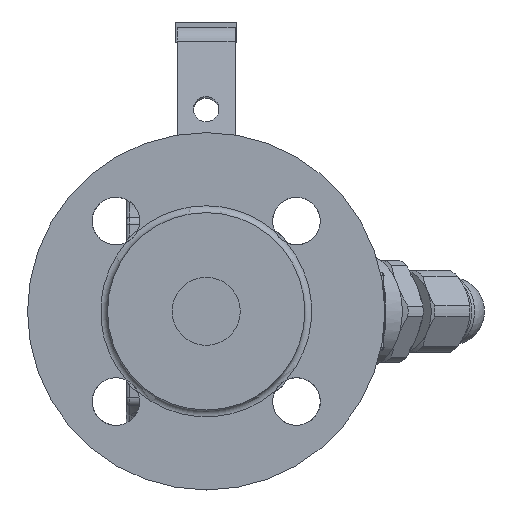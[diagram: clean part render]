
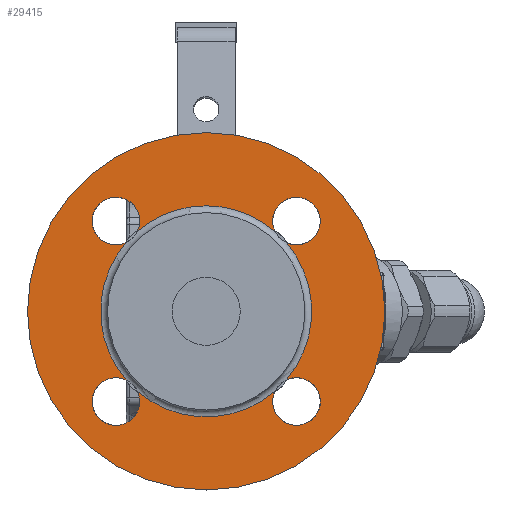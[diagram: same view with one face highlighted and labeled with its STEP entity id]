
A CAD part, left-side view. The second image highlights one B-rep face of the part: STEP entity #29415.
In plain terms, the highlighted planar face has unit normal (-1, 0, 0).
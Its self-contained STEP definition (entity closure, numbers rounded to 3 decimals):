
#5458=FACE_BOUND('',#10015,.T.);
#6037=PLANE('',#32447);
#8125=FACE_OUTER_BOUND('',#10014,.T.);
#10014=EDGE_LOOP('',(#26123));
#10015=EDGE_LOOP('',(#26124,#26125,#26126,#26127,#26128,#26129,#26130,#26131,
#26132,#26133,#26134,#26135,#26136));
#11534=CIRCLE('',#32424,31.);
#11535=CIRCLE('',#32425,31.);
#11536=CIRCLE('',#32426,31.);
#11537=CIRCLE('',#32427,31.);
#11538=CIRCLE('',#32428,31.);
#11539=CIRCLE('',#32430,7.);
#11540=CIRCLE('',#32431,7.);
#11541=CIRCLE('',#32433,7.);
#11542=CIRCLE('',#32434,7.);
#11543=CIRCLE('',#32436,7.);
#11544=CIRCLE('',#32437,7.);
#11545=CIRCLE('',#32439,7.);
#11546=CIRCLE('',#32440,7.);
#11549=CIRCLE('',#32445,52.5);
#14088=VERTEX_POINT('',#60675);
#14089=VERTEX_POINT('',#60677);
#14090=VERTEX_POINT('',#60679);
#14091=VERTEX_POINT('',#60700);
#14092=VERTEX_POINT('',#60702);
#14093=VERTEX_POINT('',#60723);
#14094=VERTEX_POINT('',#60725);
#14095=VERTEX_POINT('',#60746);
#14096=VERTEX_POINT('',#60748);
#14097=VERTEX_POINT('',#60771);
#14098=VERTEX_POINT('',#60776);
#14099=VERTEX_POINT('',#60781);
#14100=VERTEX_POINT('',#60786);
#14103=VERTEX_POINT('',#60797);
#18164=EDGE_CURVE('',#14088,#14089,#11534,.T.);
#18166=EDGE_CURVE('',#14090,#14091,#11535,.T.);
#18168=EDGE_CURVE('',#14092,#14093,#11536,.T.);
#18170=EDGE_CURVE('',#14094,#14095,#11537,.T.);
#18172=EDGE_CURVE('',#14096,#14088,#11538,.T.);
#18173=EDGE_CURVE('',#14092,#14097,#11539,.T.);
#18174=EDGE_CURVE('',#14097,#14091,#11540,.T.);
#18176=EDGE_CURVE('',#14094,#14098,#11541,.T.);
#18177=EDGE_CURVE('',#14098,#14093,#11542,.T.);
#18179=EDGE_CURVE('',#14096,#14099,#11543,.T.);
#18180=EDGE_CURVE('',#14099,#14095,#11544,.T.);
#18182=EDGE_CURVE('',#14090,#14100,#11545,.T.);
#18183=EDGE_CURVE('',#14100,#14089,#11546,.T.);
#18189=EDGE_CURVE('',#14103,#14103,#11549,.T.);
#26123=ORIENTED_EDGE('',*,*,#18189,.F.);
#26124=ORIENTED_EDGE('',*,*,#18170,.F.);
#26125=ORIENTED_EDGE('',*,*,#18176,.T.);
#26126=ORIENTED_EDGE('',*,*,#18177,.T.);
#26127=ORIENTED_EDGE('',*,*,#18168,.F.);
#26128=ORIENTED_EDGE('',*,*,#18173,.T.);
#26129=ORIENTED_EDGE('',*,*,#18174,.T.);
#26130=ORIENTED_EDGE('',*,*,#18166,.F.);
#26131=ORIENTED_EDGE('',*,*,#18182,.T.);
#26132=ORIENTED_EDGE('',*,*,#18183,.T.);
#26133=ORIENTED_EDGE('',*,*,#18164,.F.);
#26134=ORIENTED_EDGE('',*,*,#18172,.F.);
#26135=ORIENTED_EDGE('',*,*,#18179,.T.);
#26136=ORIENTED_EDGE('',*,*,#18180,.T.);
#29415=ADVANCED_FACE('',(#8125,#5458),#6037,.F.);
#32424=AXIS2_PLACEMENT_3D('',#60678,#39418,#39419);
#32425=AXIS2_PLACEMENT_3D('',#60701,#39420,#39421);
#32426=AXIS2_PLACEMENT_3D('',#60724,#39422,#39423);
#32427=AXIS2_PLACEMENT_3D('',#60747,#39424,#39425);
#32428=AXIS2_PLACEMENT_3D('',#60769,#39426,#39427);
#32430=AXIS2_PLACEMENT_3D('',#60772,#39430,#39431);
#32431=AXIS2_PLACEMENT_3D('',#60773,#39432,#39433);
#32433=AXIS2_PLACEMENT_3D('',#60777,#39437,#39438);
#32434=AXIS2_PLACEMENT_3D('',#60778,#39439,#39440);
#32436=AXIS2_PLACEMENT_3D('',#60782,#39444,#39445);
#32437=AXIS2_PLACEMENT_3D('',#60783,#39446,#39447);
#32439=AXIS2_PLACEMENT_3D('',#60787,#39451,#39452);
#32440=AXIS2_PLACEMENT_3D('',#60788,#39453,#39454);
#32445=AXIS2_PLACEMENT_3D('',#60799,#39466,#39467);
#32447=AXIS2_PLACEMENT_3D('',#60801,#39470,#39471);
#39418=DIRECTION('center_axis',(-1.,0.,0.));
#39419=DIRECTION('ref_axis',(0.,0.,
-1.));
#39420=DIRECTION('center_axis',(-1.,0.,0.));
#39421=DIRECTION('ref_axis',(0.,0.,
-1.));
#39422=DIRECTION('center_axis',(-1.,0.,0.));
#39423=DIRECTION('ref_axis',(0.,0.,
-1.));
#39424=DIRECTION('center_axis',(-1.,0.,0.));
#39425=DIRECTION('ref_axis',(0.,0.,
-1.));
#39426=DIRECTION('center_axis',(-1.,0.,0.));
#39427=DIRECTION('ref_axis',(0.,0.,
-1.));
#39430=DIRECTION('center_axis',(1.,0.,0.));
#39431=DIRECTION('ref_axis',(0.,1.,0.));
#39432=DIRECTION('center_axis',(1.,0.,0.));
#39433=DIRECTION('ref_axis',(0.,1.,0.));
#39437=DIRECTION('center_axis',(1.,0.,0.));
#39438=DIRECTION('ref_axis',(0.,0.,
-1.));
#39439=DIRECTION('center_axis',(1.,0.,0.));
#39440=DIRECTION('ref_axis',(0.,0.,
-1.));
#39444=DIRECTION('center_axis',(1.,0.,0.));
#39445=DIRECTION('ref_axis',(0.,-1.,0.));
#39446=DIRECTION('center_axis',(1.,0.,0.));
#39447=DIRECTION('ref_axis',(0.,-1.,0.));
#39451=DIRECTION('center_axis',(1.,0.,0.));
#39452=DIRECTION('ref_axis',(0.,0.,1.));
#39453=DIRECTION('center_axis',(1.,0.,0.));
#39454=DIRECTION('ref_axis',(0.,0.,1.));
#39466=DIRECTION('center_axis',(1.,0.,0.));
#39467=DIRECTION('ref_axis',(0.,0.,
-1.));
#39470=DIRECTION('center_axis',(1.,0.,0.));
#39471=DIRECTION('ref_axis',(0.,0.,
-1.));
#60675=CARTESIAN_POINT('',(-154.036,18.833,29.483));
#60677=CARTESIAN_POINT('',(-154.036,39.02,22.009));
#60678=CARTESIAN_POINT('Origin',(-154.036,18.833,-1.517));
#60679=CARTESIAN_POINT('',(-154.036,42.358,18.671));
#60700=CARTESIAN_POINT('',(-154.036,42.358,-21.705));
#60701=CARTESIAN_POINT('Origin',(-154.036,18.833,-1.517));
#60702=CARTESIAN_POINT('',(-154.036,39.02,-25.043));
#60723=CARTESIAN_POINT('',(-154.036,-1.355,-25.043));
#60724=CARTESIAN_POINT('Origin',(-154.036,18.833,-1.517));
#60725=CARTESIAN_POINT('',(-154.036,-4.693,-21.705));
#60746=CARTESIAN_POINT('',(-154.036,-4.693,18.671));
#60747=CARTESIAN_POINT('Origin',(-154.036,18.833,-1.517));
#60748=CARTESIAN_POINT('',(-154.036,-1.355,22.009));
#60769=CARTESIAN_POINT('Origin',(-154.036,18.833,-1.517));
#60771=CARTESIAN_POINT('',(-154.036,38.349,-28.034));
#60772=CARTESIAN_POINT('Origin',(-154.036,45.349,-28.034));
#60773=CARTESIAN_POINT('Origin',(-154.036,45.349,-28.034));
#60776=CARTESIAN_POINT('',(-154.036,-7.684,-21.034));
#60777=CARTESIAN_POINT('Origin',(-154.036,-7.684,-28.034));
#60778=CARTESIAN_POINT('Origin',(-154.036,-7.684,-28.034));
#60781=CARTESIAN_POINT('',(-154.036,-0.684,24.999));
#60782=CARTESIAN_POINT('Origin',(-154.036,-7.684,24.999));
#60783=CARTESIAN_POINT('Origin',(-154.036,-7.684,24.999));
#60786=CARTESIAN_POINT('',(-154.036,45.349,17.999));
#60787=CARTESIAN_POINT('Origin',(-154.036,45.349,24.999));
#60788=CARTESIAN_POINT('Origin',(-154.036,45.349,24.999));
#60797=CARTESIAN_POINT('',(-154.036,18.833,50.983));
#60799=CARTESIAN_POINT('Origin',(-154.036,18.833,-1.517));
#60801=CARTESIAN_POINT('Origin',(-154.036,18.833,-1.517));
